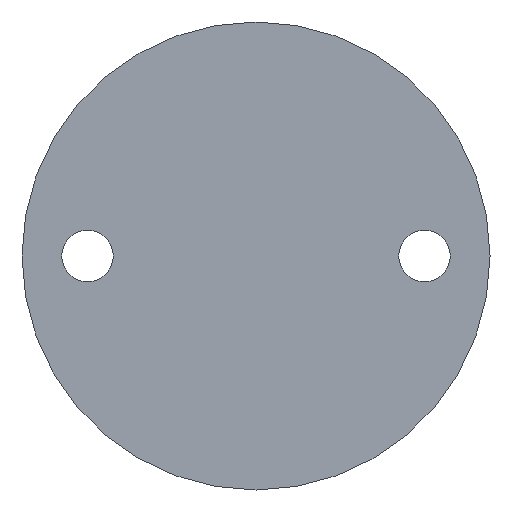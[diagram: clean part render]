
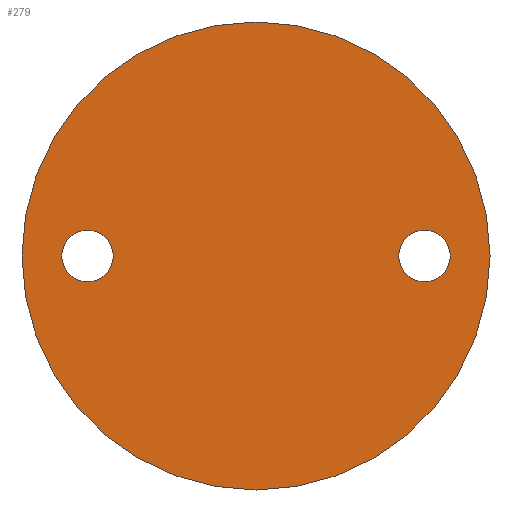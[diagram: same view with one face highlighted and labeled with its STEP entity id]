
A CAD part, front view. The second image highlights one B-rep face of the part: STEP entity #279.
In plain terms, the highlighted planar face has unit normal (0, -1, 0).
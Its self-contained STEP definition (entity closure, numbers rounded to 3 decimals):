
#6 = DIRECTION ( 'NONE',  ( 0., 1., 0. ) ) ;
#11 = CARTESIAN_POINT ( 'NONE',  ( -36., 0., -5.5 ) ) ;
#18 = FACE_BOUND ( 'NONE', #205, .T. ) ;
#27 = AXIS2_PLACEMENT_3D ( 'NONE', #70, #180, #41 ) ;
#28 = EDGE_LOOP ( 'NONE', ( #66, #298 ) ) ;
#30 = CIRCLE ( 'NONE', #27, 50. ) ;
#41 = DIRECTION ( 'NONE',  ( 0., 0., 1. ) ) ;
#43 = PLANE ( 'NONE',  #283 ) ;
#50 = VERTEX_POINT ( 'NONE', #242 ) ;
#58 = CARTESIAN_POINT ( 'NONE',  ( 0., 0., -50. ) ) ;
#66 = ORIENTED_EDGE ( 'NONE', *, *, #77, .T. ) ;
#67 = CIRCLE ( 'NONE', #172, 5.5 ) ;
#70 = CARTESIAN_POINT ( 'NONE',  ( 0., 0., 0. ) ) ;
#74 = DIRECTION ( 'NONE',  ( 0., 0., 1. ) ) ;
#77 = EDGE_CURVE ( 'NONE', #320, #116, #82, .T. ) ;
#81 = CARTESIAN_POINT ( 'NONE',  ( 36., 0., 0. ) ) ;
#82 = CIRCLE ( 'NONE', #295, 5.5 ) ;
#95 = CARTESIAN_POINT ( 'NONE',  ( -36., 0., 0. ) ) ;
#97 = DIRECTION ( 'NONE',  ( 0., 1., 0. ) ) ;
#105 = ORIENTED_EDGE ( 'NONE', *, *, #202, .T. ) ;
#116 = VERTEX_POINT ( 'NONE', #313 ) ;
#118 = DIRECTION ( 'NONE',  ( 0., 0., 1. ) ) ;
#122 = CARTESIAN_POINT ( 'NONE',  ( 0., 0., 0. ) ) ;
#126 = CIRCLE ( 'NONE', #297, 5.5 ) ;
#135 = EDGE_CURVE ( 'NONE', #50, #284, #281, .T. ) ;
#140 = DIRECTION ( 'NONE',  ( 0., 0., 1. ) ) ;
#142 = DIRECTION ( 'NONE',  ( 0., 0., 1. ) ) ;
#149 = VERTEX_POINT ( 'NONE', #58 ) ;
#150 = DIRECTION ( 'NONE',  ( 0., 1., 0. ) ) ;
#159 = CARTESIAN_POINT ( 'NONE',  ( -36., 0., 0. ) ) ;
#172 = AXIS2_PLACEMENT_3D ( 'NONE', #95, #150, #296 ) ;
#178 = CARTESIAN_POINT ( 'NONE',  ( 36., 0., -5.5 ) ) ;
#180 = DIRECTION ( 'NONE',  ( 0., 1., 0. ) ) ;
#188 = VERTEX_POINT ( 'NONE', #222 ) ;
#202 = EDGE_CURVE ( 'NONE', #284, #50, #126, .T. ) ;
#205 = EDGE_LOOP ( 'NONE', ( #105, #261 ) ) ;
#209 = AXIS2_PLACEMENT_3D ( 'NONE', #122, #332, #359 ) ;
#212 = FACE_BOUND ( 'NONE', #28, .T. ) ;
#219 = AXIS2_PLACEMENT_3D ( 'NONE', #81, #6, #140 ) ;
#222 = CARTESIAN_POINT ( 'NONE',  ( 0., 0., 50. ) ) ;
#240 = EDGE_LOOP ( 'NONE', ( #362, #294 ) ) ;
#241 = DIRECTION ( 'NONE',  ( 0., 1., 0. ) ) ;
#242 = CARTESIAN_POINT ( 'NONE',  ( 36., 0., 5.5 ) ) ;
#258 = CARTESIAN_POINT ( 'NONE',  ( 36., 0., 0. ) ) ;
#261 = ORIENTED_EDGE ( 'NONE', *, *, #135, .T. ) ;
#262 = FACE_OUTER_BOUND ( 'NONE', #240, .T. ) ;
#279 = ADVANCED_FACE ( 'NONE', ( #212, #262, #18 ), #43, .F. ) ;
#281 = CIRCLE ( 'NONE', #219, 5.5 ) ;
#283 = AXIS2_PLACEMENT_3D ( 'NONE', #363, #97, #118 ) ;
#284 = VERTEX_POINT ( 'NONE', #178 ) ;
#294 = ORIENTED_EDGE ( 'NONE', *, *, #319, .F. ) ;
#295 = AXIS2_PLACEMENT_3D ( 'NONE', #159, #241, #74 ) ;
#296 = DIRECTION ( 'NONE',  ( 0., 0., 1. ) ) ;
#297 = AXIS2_PLACEMENT_3D ( 'NONE', #258, #314, #142 ) ;
#298 = ORIENTED_EDGE ( 'NONE', *, *, #348, .T. ) ;
#313 = CARTESIAN_POINT ( 'NONE',  ( -36., 0., 5.5 ) ) ;
#314 = DIRECTION ( 'NONE',  ( 0., 1., 0. ) ) ;
#317 = CIRCLE ( 'NONE', #209, 50. ) ;
#319 = EDGE_CURVE ( 'NONE', #188, #149, #30, .T. ) ;
#320 = VERTEX_POINT ( 'NONE', #11 ) ;
#332 = DIRECTION ( 'NONE',  ( 0., 1., 0. ) ) ;
#348 = EDGE_CURVE ( 'NONE', #116, #320, #67, .T. ) ;
#355 = EDGE_CURVE ( 'NONE', #149, #188, #317, .T. ) ;
#359 = DIRECTION ( 'NONE',  ( 0., 0., 1. ) ) ;
#362 = ORIENTED_EDGE ( 'NONE', *, *, #355, .F. ) ;
#363 = CARTESIAN_POINT ( 'NONE',  ( 0., 0., 0. ) ) ;
